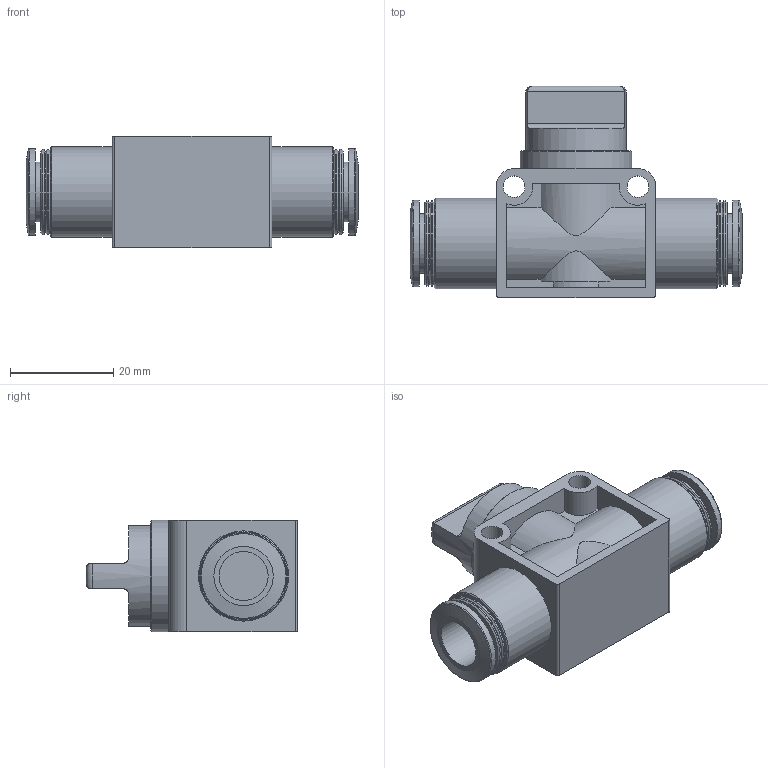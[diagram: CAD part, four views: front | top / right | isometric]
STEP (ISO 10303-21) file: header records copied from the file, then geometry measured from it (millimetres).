
FILE_DESCRIPTION(/* description */ ('STEP AP214'),/* implementation_level */ '2;1');
FILE_NAME(/* name */ '153983_HE-2-QS-3_8-U',/* time_stamp */ '2024-08-29T02:23:25+02:00',/* author */ ('License CC BY-ND 4.0'),/* organization */ ('CADENAS'),/* preprocessor_version */ 'ST-DEVELOPER v19.3',/* originating_system */ 'PARTsolutions',/* authorisation */ ' ');
FILE_SCHEMA (('AUTOMOTIVE_DESIGN {1 0 10303 214 3 1 1}'));
Length unit declared in the file: millimetre
Products named in the file (1): 153983 HE-2-QS-3/8-U
Bounding box: 64.4 x 41 x 21.7 mm (x, y, z)
Volume: 20885.1 mm3; surface area: 9626.3 mm2
Topology: 1 solids, 1 shells, 94 faces, 218 edges, 139 vertices
Faces by surface type: plane 41, cylinder 36, cone 13, torus 4
Full cylindrical faces by diameter (mm): 4.2 x2, 9.525 x2, 11.625 x2, 16.5 x4, 16.8 x2, 17.5 x2, 19.5 x1, 21.7 x1
Entity records: 3267 total; most frequent: CARTESIAN_POINT 528, DIRECTION 438, ORIENTED_EDGE 370, EDGE_CURVE 185, AXIS2_PLACEMENT_3D 174, EDGE_LOOP 142, FACE_BOUND 142, VERTEX_POINT 137
